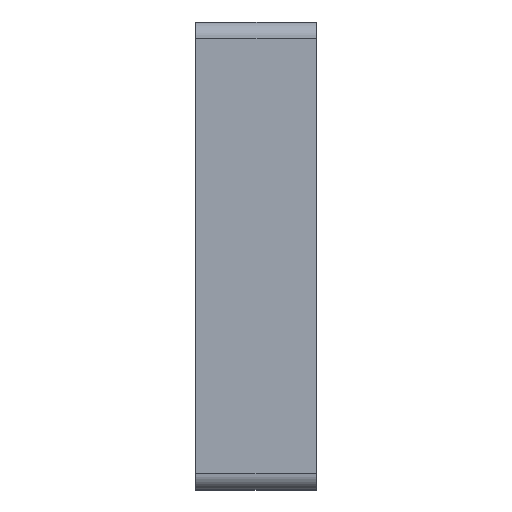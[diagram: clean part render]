
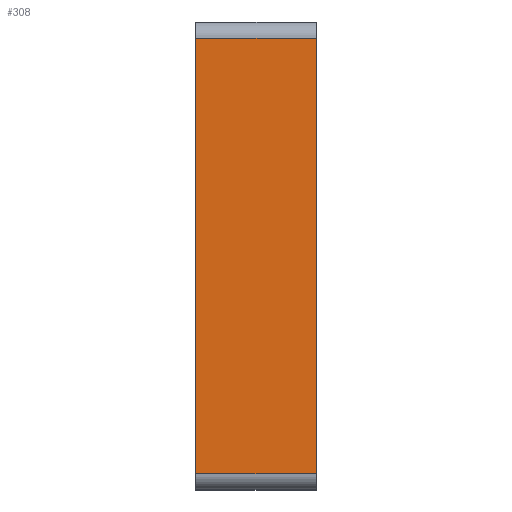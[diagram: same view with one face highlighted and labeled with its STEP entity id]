
A CAD part, top view. The second image highlights one B-rep face of the part: STEP entity #308.
In plain terms, the highlighted planar face has unit normal (0, 0, 1).
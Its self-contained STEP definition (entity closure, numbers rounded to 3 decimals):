
#10 = LINE ( 'NONE', #576, #273 ) ;
#59 = CARTESIAN_POINT ( 'NONE',  ( 8.75, 65.663, 7.337 ) ) ;
#104 = VERTEX_POINT ( 'NONE', #694 ) ;
#106 = VERTEX_POINT ( 'NONE', #1057 ) ;
#144 = DIRECTION ( 'NONE',  ( -1., 0., 0. ) ) ;
#249 = EDGE_CURVE ( 'NONE', #104, #106, #265, .T. ) ;
#260 = CARTESIAN_POINT ( 'NONE',  ( 8.75, 65.663, 7.337 ) ) ;
#265 = LINE ( 'NONE', #908, #620 ) ;
#273 = VECTOR ( 'NONE', #774, 1000. ) ;
#286 = ORIENTED_EDGE ( 'NONE', *, *, #1157, .F. ) ;
#308 = ADVANCED_FACE ( 'NONE', ( #454 ), #827, .F. ) ;
#329 = EDGE_CURVE ( 'NONE', #627, #104, #539, .T. ) ;
#374 = VECTOR ( 'NONE', #144, 1000. ) ;
#453 = EDGE_LOOP ( 'NONE', ( #1120, #750, #286, #556 ) ) ;
#454 = FACE_OUTER_BOUND ( 'NONE', #453, .T. ) ;
#480 = EDGE_CURVE ( 'NONE', #966, #627, #10, .T. ) ;
#539 = LINE ( 'NONE', #59, #374 ) ;
#556 = ORIENTED_EDGE ( 'NONE', *, *, #480, .T. ) ;
#565 = LINE ( 'NONE', #933, #1155 ) ;
#576 = CARTESIAN_POINT ( 'NONE',  ( 8.75, 0., 7.337 ) ) ;
#620 = VECTOR ( 'NONE', #708, 1000. ) ;
#624 = DIRECTION ( 'NONE',  ( 0., 0., -1. ) ) ;
#627 = VERTEX_POINT ( 'NONE', #260 ) ;
#642 = DIRECTION ( 'NONE',  ( -1., 0., 0. ) ) ;
#694 = CARTESIAN_POINT ( 'NONE',  ( -8.75, 65.663, 7.337 ) ) ;
#708 = DIRECTION ( 'NONE',  ( 0., -1., 0. ) ) ;
#738 = AXIS2_PLACEMENT_3D ( 'NONE', #1205, #624, #642 ) ;
#750 = ORIENTED_EDGE ( 'NONE', *, *, #249, .T. ) ;
#774 = DIRECTION ( 'NONE',  ( 0., 1., 0. ) ) ;
#827 = PLANE ( 'NONE',  #738 ) ;
#908 = CARTESIAN_POINT ( 'NONE',  ( -8.75, 0., 7.337 ) ) ;
#933 = CARTESIAN_POINT ( 'NONE',  ( -8.75, 2.337, 7.337 ) ) ;
#966 = VERTEX_POINT ( 'NONE', #984 ) ;
#984 = CARTESIAN_POINT ( 'NONE',  ( 8.75, 2.337, 7.337 ) ) ;
#1046 = DIRECTION ( 'NONE',  ( -1., 0., 0. ) ) ;
#1057 = CARTESIAN_POINT ( 'NONE',  ( -8.75, 2.337, 7.337 ) ) ;
#1120 = ORIENTED_EDGE ( 'NONE', *, *, #329, .T. ) ;
#1155 = VECTOR ( 'NONE', #1046, 1000. ) ;
#1157 = EDGE_CURVE ( 'NONE', #966, #106, #565, .T. ) ;
#1205 = CARTESIAN_POINT ( 'NONE',  ( 0., 0., 7.337 ) ) ;
